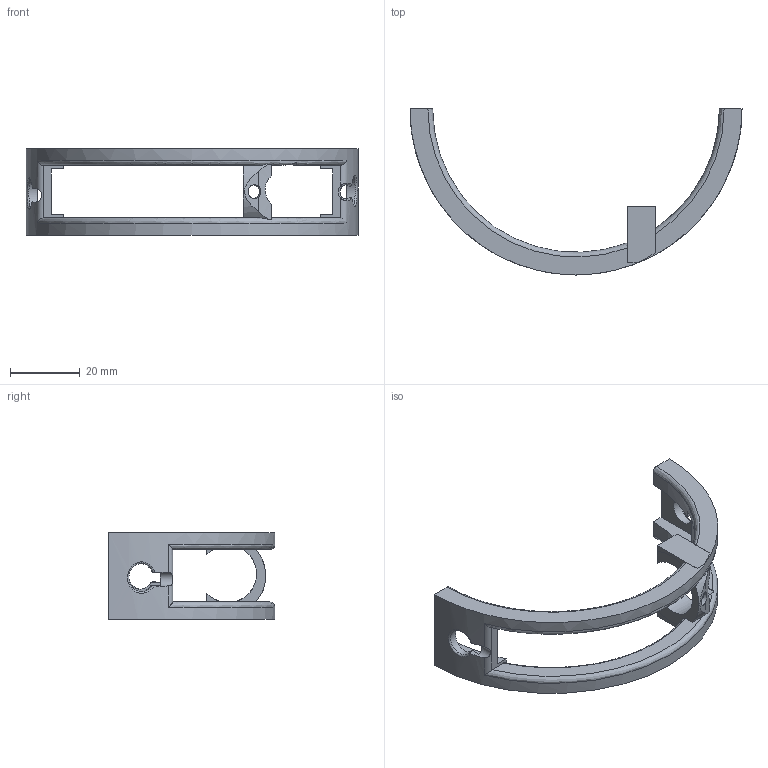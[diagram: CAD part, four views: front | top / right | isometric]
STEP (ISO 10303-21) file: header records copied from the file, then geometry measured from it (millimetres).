
FILE_DESCRIPTION(/* description */ (''),/* implementation_level */ '2;1');
FILE_NAME(/* name */ 'new_plates_half2_detector_mount_version2.step',/* time_stamp */ '2024-04-18T21:12:37-04:00',/* author */ (''),/* organization */ (''),/* preprocessor_version */ 'ST-DEVELOPER v20',/* originating_system */ 'Autodesk Translation Framework v12.20.1.177',/* authorisation */ '');
FILE_SCHEMA (('AUTOMOTIVE_DESIGN { 1 0 10303 214 3 1 1 }'));
Length unit declared in the file: millimetre
Products named in the file (1): FusionComponent
Bounding box: 94.9 x 47.45 x 24.82 mm (x, y, z)
Volume: 10891.2 mm3; surface area: 7904.2 mm2
Topology: 1 solids, 1 shells, 89 faces, 281 edges, 184 vertices
Faces by surface type: plane 45, bspline 24, cylinder 20
Full cylindrical faces by diameter (mm): 4 x1
Entity records: 4711 total; most frequent: CARTESIAN_POINT 2338, ORIENTED_EDGE 558, DIRECTION 415, EDGE_CURVE 279, VERTEX_POINT 184, AXIS2_PLACEMENT_3D 144, LINE 127, VECTOR 127
